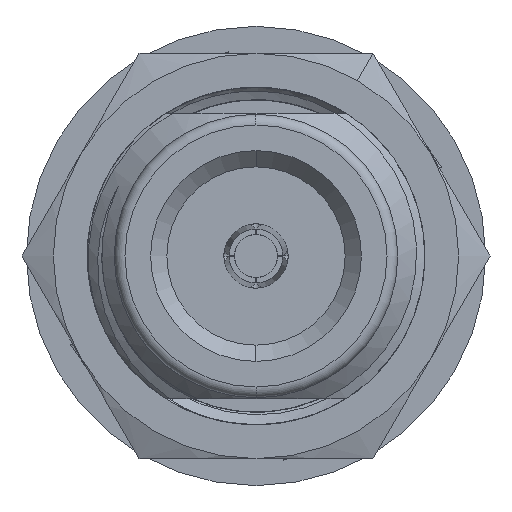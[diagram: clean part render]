
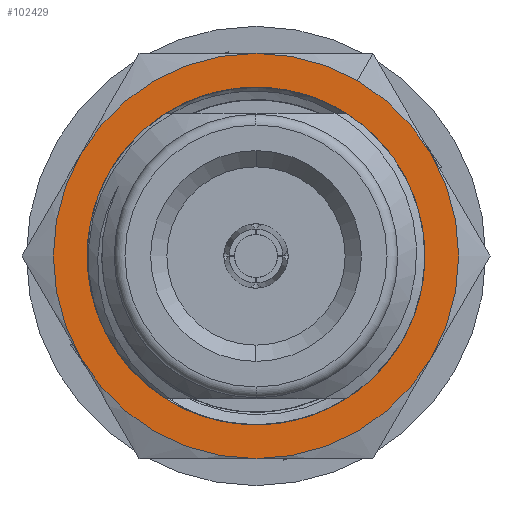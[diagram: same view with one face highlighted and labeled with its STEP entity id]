
A CAD part, left-side view. The second image highlights one B-rep face of the part: STEP entity #102429.
In plain terms, the highlighted planar face has unit normal (-1, 0, 0).
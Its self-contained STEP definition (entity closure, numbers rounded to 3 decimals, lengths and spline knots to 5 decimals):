
#809 = ORIENTED_EDGE ( 'NONE', *, *, #54015, .T. ) ;
#6266 = CARTESIAN_POINT ( 'NONE',  ( 0.34432, 0., 0. ) ) ;
#7557 = CARTESIAN_POINT ( 'NONE',  ( 0.34432, -0.32476, 0.1875 ) ) ;
#8464 = CIRCLE ( 'NONE', #10704, 0.375 ) ;
#9097 = CIRCLE ( 'NONE', #14461, 0.375 ) ;
#10556 = CARTESIAN_POINT ( 'NONE',  ( 0.34432, 0., 0. ) ) ;
#10704 = AXIS2_PLACEMENT_3D ( 'NONE', #104421, #86308, #60060 ) ;
#11571 = EDGE_CURVE ( 'NONE', #32176, #51826, #66731, .T. ) ;
#12450 = EDGE_CURVE ( 'NONE', #89845, #105501, #55618, .T. ) ;
#12861 = CARTESIAN_POINT ( 'NONE',  ( 0.34432, -0.1875, 0.32476 ) ) ;
#14461 = AXIS2_PLACEMENT_3D ( 'NONE', #93225, #14880, #41080 ) ;
#14880 = DIRECTION ( 'NONE',  ( -1., 0., 0. ) ) ;
#17283 = CARTESIAN_POINT ( 'NONE',  ( 0.34432, -0.32476, -0.1875 ) ) ;
#19781 = DIRECTION ( 'NONE',  ( -1., 0., 0. ) ) ;
#21014 = AXIS2_PLACEMENT_3D ( 'NONE', #62965, #98805, #101109 ) ;
#22335 = CARTESIAN_POINT ( 'NONE',  ( 0.34432, 0., 0. ) ) ;
#23532 = EDGE_LOOP ( 'NONE', ( #57019, #809, #98104 ) ) ;
#30587 = CARTESIAN_POINT ( 'NONE',  ( 0.34432, 0.11635, -0.29003 ) ) ;
#30929 = CARTESIAN_POINT ( 'NONE',  ( 0.34432, 0., -0.375 ) ) ;
#31394 = EDGE_LOOP ( 'NONE', ( #81782, #71241, #75763, #37460, #101630, #53962, #61127 ) ) ;
#31950 = CARTESIAN_POINT ( 'NONE',  ( 0.34432, 0.32476, -0.1875 ) ) ;
#32096 = CIRCLE ( 'NONE', #40754, 0.3125 ) ;
#32176 = VERTEX_POINT ( 'NONE', #72835 ) ;
#34362 = DIRECTION ( 'NONE',  ( -1., 0., 0. ) ) ;
#34879 = DIRECTION ( 'NONE',  ( 1., 0., 0. ) ) ;
#37460 = ORIENTED_EDGE ( 'NONE', *, *, #12450, .T. ) ;
#38477 = CARTESIAN_POINT ( 'NONE',  ( 0.34432, 0., 0. ) ) ;
#38489 = FACE_BOUND ( 'NONE', #23532, .T. ) ;
#39286 = AXIS2_PLACEMENT_3D ( 'NONE', #38477, #100243, #47357 ) ;
#39778 = VERTEX_POINT ( 'NONE', #84563 ) ;
#40754 = AXIS2_PLACEMENT_3D ( 'NONE', #77182, #112632, #104891 ) ;
#40797 = CARTESIAN_POINT ( 'NONE',  ( 0.34432, 0.32476, 0.1875 ) ) ;
#40931 = AXIS2_PLACEMENT_3D ( 'NONE', #110791, #74557, #109273 ) ;
#41080 = DIRECTION ( 'NONE',  ( 0., -0.5, 0.866 ) ) ;
#42157 = EDGE_CURVE ( 'NONE', #95736, #98041, #9097, .T. ) ;
#42513 = DIRECTION ( 'NONE',  ( 0., -0.5, 0.866 ) ) ;
#46490 = AXIS2_PLACEMENT_3D ( 'NONE', #22335, #76421, #84904 ) ;
#47357 = DIRECTION ( 'NONE',  ( 0., -0.5, 0.866 ) ) ;
#51826 = VERTEX_POINT ( 'NONE', #30587 ) ;
#52582 = CARTESIAN_POINT ( 'NONE',  ( 0.34432, 0., 0. ) ) ;
#53436 = CARTESIAN_POINT ( 'NONE',  ( 0.34432, 0., 0. ) ) ;
#53962 = ORIENTED_EDGE ( 'NONE', *, *, #57257, .T. ) ;
#54015 = EDGE_CURVE ( 'NONE', #39778, #32176, #32096, .T. ) ;
#55618 = CIRCLE ( 'NONE', #97552, 0.375 ) ;
#56511 = CARTESIAN_POINT ( 'NONE',  ( 0.34432, 0., 0.375 ) ) ;
#57019 = ORIENTED_EDGE ( 'NONE', *, *, #97777, .T. ) ;
#57257 = EDGE_CURVE ( 'NONE', #89088, #71545, #59665, .T. ) ;
#58547 = EDGE_CURVE ( 'NONE', #72348, #71545, #98143, .T. ) ;
#59665 = CIRCLE ( 'NONE', #40931, 0.375 ) ;
#60060 = DIRECTION ( 'NONE',  ( 0., -0.5, 0.866 ) ) ;
#61127 = ORIENTED_EDGE ( 'NONE', *, *, #58547, .F. ) ;
#62965 = CARTESIAN_POINT ( 'NONE',  ( 0.34432, 0., 0. ) ) ;
#66430 = AXIS2_PLACEMENT_3D ( 'NONE', #53436, #34879, #105557 ) ;
#66731 = CIRCLE ( 'NONE', #46490, 0.3125 ) ;
#70748 = DIRECTION ( 'NONE',  ( 0., -0.5, 0.866 ) ) ;
#71241 = ORIENTED_EDGE ( 'NONE', *, *, #42157, .T. ) ;
#71545 = VERTEX_POINT ( 'NONE', #17283 ) ;
#72237 = EDGE_CURVE ( 'NONE', #72348, #95736, #8464, .T. ) ;
#72348 = VERTEX_POINT ( 'NONE', #7557 ) ;
#72835 = CARTESIAN_POINT ( 'NONE',  ( 0.34432, 0.28735, -0.12282 ) ) ;
#73000 = CIRCLE ( 'NONE', #89686, 0.375 ) ;
#73115 = FACE_OUTER_BOUND ( 'NONE', #31394, .T. ) ;
#74557 = DIRECTION ( 'NONE',  ( -1., 0., 0. ) ) ;
#75763 = ORIENTED_EDGE ( 'NONE', *, *, #104415, .T. ) ;
#76421 = DIRECTION ( 'NONE',  ( 1., 0., 0. ) ) ;
#77182 = CARTESIAN_POINT ( 'NONE',  ( 0.34432, 0., 0. ) ) ;
#79286 = DIRECTION ( 'NONE',  ( -1., 0., 0. ) ) ;
#81782 = ORIENTED_EDGE ( 'NONE', *, *, #72237, .T. ) ;
#82008 = DIRECTION ( 'NONE',  ( 0., -0.5, 0.866 ) ) ;
#84563 = CARTESIAN_POINT ( 'NONE',  ( 0.34432, 0.15625, -0.27063 ) ) ;
#84904 = DIRECTION ( 'NONE',  ( 0., -0.5, 0.866 ) ) ;
#86308 = DIRECTION ( 'NONE',  ( -1., 0., 0. ) ) ;
#87018 = CIRCLE ( 'NONE', #66430, 0.3125 ) ;
#89017 = AXIS2_PLACEMENT_3D ( 'NONE', #52582, #79286, #70748 ) ;
#89088 = VERTEX_POINT ( 'NONE', #30929 ) ;
#89686 = AXIS2_PLACEMENT_3D ( 'NONE', #10556, #19781, #82008 ) ;
#89845 = VERTEX_POINT ( 'NONE', #40797 ) ;
#93225 = CARTESIAN_POINT ( 'NONE',  ( 0.34432, 0., 0. ) ) ;
#95736 = VERTEX_POINT ( 'NONE', #12861 ) ;
#97552 = AXIS2_PLACEMENT_3D ( 'NONE', #6266, #34362, #42513 ) ;
#97777 = EDGE_CURVE ( 'NONE', #51826, #39778, #87018, .T. ) ;
#98041 = VERTEX_POINT ( 'NONE', #56511 ) ;
#98104 = ORIENTED_EDGE ( 'NONE', *, *, #11571, .T. ) ;
#98143 = CIRCLE ( 'NONE', #21014, 0.375 ) ;
#98805 = DIRECTION ( 'NONE',  ( 1., 0., 0. ) ) ;
#99864 = PLANE ( 'NONE',  #39286 ) ;
#100243 = DIRECTION ( 'NONE',  ( 1., 0., 0. ) ) ;
#101109 = DIRECTION ( 'NONE',  ( 0., -0.5, 0.866 ) ) ;
#101630 = ORIENTED_EDGE ( 'NONE', *, *, #107591, .T. ) ;
#102429 = ADVANCED_FACE ( 'NONE', ( #38489, #73115 ), #99864, .F. ) ;
#104415 = EDGE_CURVE ( 'NONE', #98041, #89845, #73000, .T. ) ;
#104421 = CARTESIAN_POINT ( 'NONE',  ( 0.34432, 0., 0. ) ) ;
#104531 = CIRCLE ( 'NONE', #89017, 0.375 ) ;
#104891 = DIRECTION ( 'NONE',  ( 0., -0.5, 0.866 ) ) ;
#105501 = VERTEX_POINT ( 'NONE', #31950 ) ;
#105557 = DIRECTION ( 'NONE',  ( 0., -0.5, 0.866 ) ) ;
#107591 = EDGE_CURVE ( 'NONE', #105501, #89088, #104531, .T. ) ;
#109273 = DIRECTION ( 'NONE',  ( 0., -0.5, 0.866 ) ) ;
#110791 = CARTESIAN_POINT ( 'NONE',  ( 0.34432, 0., 0. ) ) ;
#112632 = DIRECTION ( 'NONE',  ( 1., 0., 0. ) ) ;
